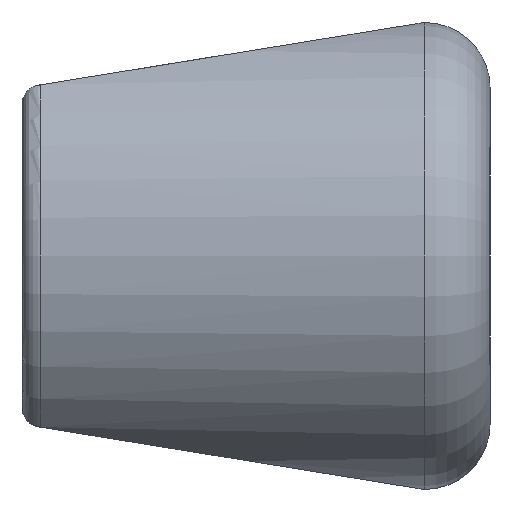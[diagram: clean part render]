
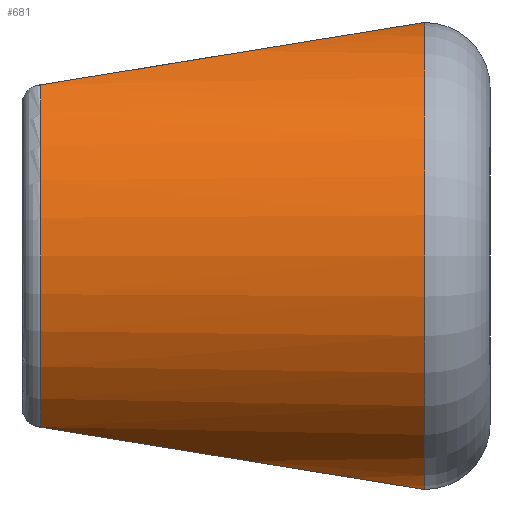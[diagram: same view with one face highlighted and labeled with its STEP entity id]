
A CAD part, left-side view. The second image highlights one B-rep face of the part: STEP entity #681.
In plain terms, the highlighted cylindrical face has radius 12.5 mm (diameter 25 mm), a partial arc.
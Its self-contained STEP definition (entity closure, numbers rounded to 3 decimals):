
#85=CIRCLE('',#725,12.5);
#86=CIRCLE('',#727,12.5);
#117=ORIENTED_EDGE('',*,*,#233,.F.);
#118=ORIENTED_EDGE('',*,*,#234,.T.);
#119=ORIENTED_EDGE('',*,*,#235,.T.);
#120=ORIENTED_EDGE('',*,*,#236,.T.);
#233=EDGE_CURVE('',#291,#292,#333,.T.);
#234=EDGE_CURVE('',#291,#293,#85,.F.);
#235=EDGE_CURVE('',#293,#294,#334,.T.);
#236=EDGE_CURVE('',#294,#292,#86,.T.);
#291=VERTEX_POINT('',#949);
#292=VERTEX_POINT('',#950);
#293=VERTEX_POINT('',#952);
#294=VERTEX_POINT('',#954);
#333=ELLIPSE('',#724,77.973,12.5);
#334=ELLIPSE('',#726,77.973,12.5);
#336=EDGE_LOOP('',(#117,#118,#119,#120));
#384=FACE_BOUND('',#336,.T.);
#434=CYLINDRICAL_SURFACE('',#723,12.5);
#681=ADVANCED_FACE('',(#384),#434,.T.);
#723=AXIS2_PLACEMENT_3D('',#947,#797,#798);
#724=AXIS2_PLACEMENT_3D('',#948,#799,#800);
#725=AXIS2_PLACEMENT_3D('',#951,#801,#802);
#726=AXIS2_PLACEMENT_3D('',#953,#803,#804);
#727=AXIS2_PLACEMENT_3D('',#955,#805,#806);
#797=DIRECTION('',(0.,-1.,0.));
#798=DIRECTION('',(0.,0.,-1.));
#799=DIRECTION('',(0.,0.16,0.987));
#800=DIRECTION('',(0.,-0.987,0.16));
#801=DIRECTION('',(0.,1.,0.));
#802=DIRECTION('',(0.,0.,1.));
#803=DIRECTION('',(0.,-0.16,0.987));
#804=DIRECTION('',(0.,-0.987,-0.16));
#805=DIRECTION('',(0.,1.,0.));
#806=DIRECTION('',(0.,0.,1.));
#947=CARTESIAN_POINT('',(-32.5,25.05,0.));
#948=CARTESIAN_POINT('',(-32.5,80.464,0.));
#949=CARTESIAN_POINT('',(-41.003,24.05,9.162));
#950=CARTESIAN_POINT('',(-32.5,3.5,12.5));
#951=CARTESIAN_POINT('',(-32.5,24.05,0.));
#952=CARTESIAN_POINT('',(-41.003,24.05,-9.162));
#953=CARTESIAN_POINT('',(-32.5,80.464,0.));
#954=CARTESIAN_POINT('',(-32.5,3.5,-12.5));
#955=CARTESIAN_POINT('',(-32.5,3.5,0.));
